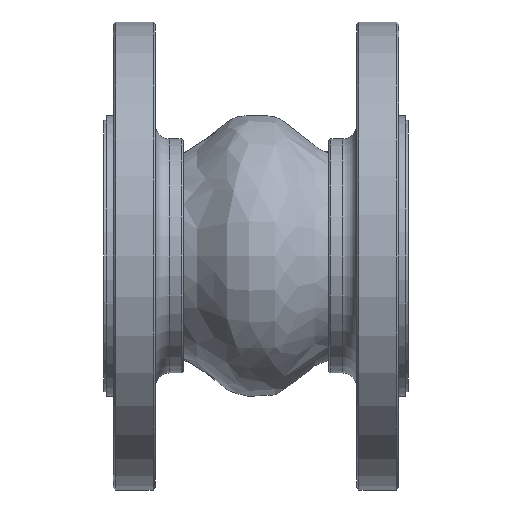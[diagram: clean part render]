
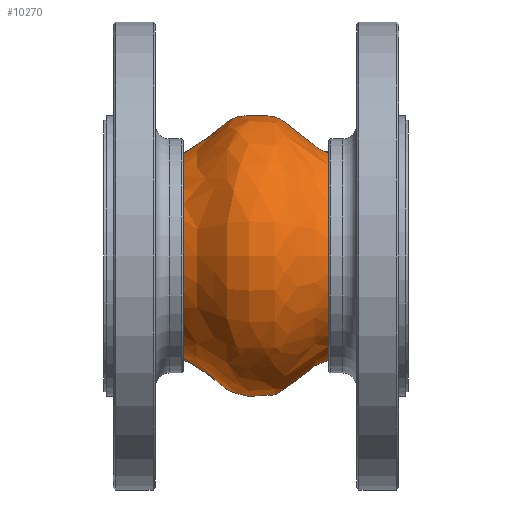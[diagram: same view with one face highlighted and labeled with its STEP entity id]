
A CAD part, front view. The second image highlights one B-rep face of the part: STEP entity #10270.
In plain terms, the highlighted free-form (B-spline) face has degree [5, 3] with [12, 7] control points.
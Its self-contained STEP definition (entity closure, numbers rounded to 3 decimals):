
#10137=CARTESIAN_POINT('',(31.,-0.,44.5));
#10138=VERTEX_POINT('',#10137);
#10147=CARTESIAN_POINT('',(31.,0.,0.));
#10148=DIRECTION('',(-1.,0.,0.));
#10149=DIRECTION('',(0.,0.,1.));
#10150=AXIS2_PLACEMENT_3D('',#10147,#10148,#10149);
#10151=CIRCLE('',#10150,44.5);
#10152=EDGE_CURVE('',#10138,#10138,#10151,.T.);
#10157=CARTESIAN_POINT('',(-31.,0.,44.5));
#10158=CARTESIAN_POINT('',(-31.,89.,44.5));
#10159=CARTESIAN_POINT('',(-31.,89.,-44.5));
#10160=CARTESIAN_POINT('',(-31.,0.,-44.5));
#10161=CARTESIAN_POINT('',(-31.,-89.,-44.5));
#10162=CARTESIAN_POINT('',(-31.,-89.,44.5));
#10163=CARTESIAN_POINT('',(-31.,0.,44.5));
#10164=CARTESIAN_POINT('',(-28.866,0.,44.5));
#10165=CARTESIAN_POINT('',(-28.866,89.,44.5));
#10166=CARTESIAN_POINT('',(-28.866,89.,-44.5));
#10167=CARTESIAN_POINT('',(-28.866,0.,-44.5));
#10168=CARTESIAN_POINT('',(-28.866,-89.,-44.5));
#10169=CARTESIAN_POINT('',(-28.866,-89.,44.5));
#10170=CARTESIAN_POINT('',(-28.866,0.,44.5));
#10171=CARTESIAN_POINT('',(-26.575,0.,45.277));
#10172=CARTESIAN_POINT('',(-26.575,90.554,45.277));
#10173=CARTESIAN_POINT('',(-26.575,90.554,-45.277));
#10174=CARTESIAN_POINT('',(-26.575,0.,-45.277));
#10175=CARTESIAN_POINT('',(-26.575,-90.554,-45.277));
#10176=CARTESIAN_POINT('',(-26.575,-90.554,45.277));
#10177=CARTESIAN_POINT('',(-26.575,0.,45.277));
#10178=CARTESIAN_POINT('',(-17.286,0.,53.407));
#10179=CARTESIAN_POINT('',(-17.286,106.814,53.407));
#10180=CARTESIAN_POINT('',(-17.286,106.814,-53.407));
#10181=CARTESIAN_POINT('',(-17.286,0.,-53.407));
#10182=CARTESIAN_POINT('',(-17.286,-106.814,-53.407));
#10183=CARTESIAN_POINT('',(-17.286,-106.814,53.407));
#10184=CARTESIAN_POINT('',(-17.286,0.,53.407));
#10185=CARTESIAN_POINT('',(-10.242,0.,59.253));
#10186=CARTESIAN_POINT('',(-10.242,118.506,59.253));
#10187=CARTESIAN_POINT('',(-10.242,118.506,-59.253));
#10188=CARTESIAN_POINT('',(-10.242,0.,-59.253));
#10189=CARTESIAN_POINT('',(-10.242,-118.506,-59.253));
#10190=CARTESIAN_POINT('',(-10.242,-118.506,59.253));
#10191=CARTESIAN_POINT('',(-10.242,0.,59.253));
#10192=CARTESIAN_POINT('',(-7.462,0.,60.176));
#10193=CARTESIAN_POINT('',(-7.462,120.352,60.176));
#10194=CARTESIAN_POINT('',(-7.462,120.352,-60.176));
#10195=CARTESIAN_POINT('',(-7.462,0.,-60.176));
#10196=CARTESIAN_POINT('',(-7.462,-120.352,-60.176));
#10197=CARTESIAN_POINT('',(-7.462,-120.352,60.176));
#10198=CARTESIAN_POINT('',(-7.462,0.,60.176));
#10199=CARTESIAN_POINT('',(7.462,0.,60.176));
#10200=CARTESIAN_POINT('',(7.462,120.352,60.176));
#10201=CARTESIAN_POINT('',(7.462,120.352,-60.176));
#10202=CARTESIAN_POINT('',(7.462,0.,-60.176));
#10203=CARTESIAN_POINT('',(7.462,-120.352,-60.176));
#10204=CARTESIAN_POINT('',(7.462,-120.352,60.176));
#10205=CARTESIAN_POINT('',(7.462,0.,60.176));
#10206=CARTESIAN_POINT('',(10.242,0.,59.253));
#10207=CARTESIAN_POINT('',(10.242,118.506,59.253));
#10208=CARTESIAN_POINT('',(10.242,118.506,-59.253));
#10209=CARTESIAN_POINT('',(10.242,0.,-59.253));
#10210=CARTESIAN_POINT('',(10.242,-118.506,-59.253));
#10211=CARTESIAN_POINT('',(10.242,-118.506,59.253));
#10212=CARTESIAN_POINT('',(10.242,0.,59.253));
#10213=CARTESIAN_POINT('',(17.286,0.,53.407));
#10214=CARTESIAN_POINT('',(17.286,106.814,53.407));
#10215=CARTESIAN_POINT('',(17.286,106.814,-53.407));
#10216=CARTESIAN_POINT('',(17.286,0.,-53.407));
#10217=CARTESIAN_POINT('',(17.286,-106.814,-53.407));
#10218=CARTESIAN_POINT('',(17.286,-106.814,53.407));
#10219=CARTESIAN_POINT('',(17.286,0.,53.407));
#10220=CARTESIAN_POINT('',(26.575,0.,45.277));
#10221=CARTESIAN_POINT('',(26.575,90.554,45.277));
#10222=CARTESIAN_POINT('',(26.575,90.554,-45.277));
#10223=CARTESIAN_POINT('',(26.575,0.,-45.277));
#10224=CARTESIAN_POINT('',(26.575,-90.554,-45.277));
#10225=CARTESIAN_POINT('',(26.575,-90.554,45.277));
#10226=CARTESIAN_POINT('',(26.575,0.,45.277));
#10227=CARTESIAN_POINT('',(28.866,0.,44.5));
#10228=CARTESIAN_POINT('',(28.866,89.,44.5));
#10229=CARTESIAN_POINT('',(28.866,89.,-44.5));
#10230=CARTESIAN_POINT('',(28.866,0.,-44.5));
#10231=CARTESIAN_POINT('',(28.866,-89.,-44.5));
#10232=CARTESIAN_POINT('',(28.866,-89.,44.5));
#10233=CARTESIAN_POINT('',(28.866,0.,44.5));
#10234=CARTESIAN_POINT('',(31.,0.,44.5));
#10235=CARTESIAN_POINT('',(31.,89.,44.5));
#10236=CARTESIAN_POINT('',(31.,89.,-44.5));
#10237=CARTESIAN_POINT('',(31.,0.,-44.5));
#10238=CARTESIAN_POINT('',(31.,-89.,-44.5));
#10239=CARTESIAN_POINT('',(31.,-89.,44.5));
#10240=CARTESIAN_POINT('',(31.,0.,44.5));
#10241=(BOUNDED_SURFACE()
B_SPLINE_SURFACE(5,3,((#10157,#10158,#10159,#10160,#10161,#10162,#10163),(#10164,#10165,#10166,#10167,#10168,#10169,#10170),(#10171,#10172,#10173,#10174,#10175,#10176,#10177),(#10178,#10179,#10180,#10181,#10182,#10183,#10184),(#10185,#10186,#10187,#10188,#10189,#10190,#10191),(#10192,#10193,#10194,#10195,#10196,#10197,#10198),(#10199,#10200,#10201,#10202,#10203,#10204,#10205),(#10206,#10207,#10208,#10209,#10210,#10211,#10212),(#10213,#10214,#10215,#10216,#10217,#10218,#10219),(#10220,#10221,#10222,#10223,#10224,#10225,#10226),(#10227,#10228,#10229,#10230,#10231,#10232,#10233),(#10234,#10235,#10236,#10237,#10238,#10239,#10240)),.UNSPECIFIED.,.F.,.T.,.U.)
B_SPLINE_SURFACE_WITH_KNOTS((6,1,1,1,1,1,1,6),(4,3,4),(0.,0.143,0.286,0.429,0.571,0.714,0.857,1.),(0.,0.5,1.),.UNSPECIFIED.)
GEOMETRIC_REPRESENTATION_ITEM()
RATIONAL_B_SPLINE_SURFACE(((1.,0.333,0.333,1.,0.333,0.333,1.),(1.,0.333,0.333,1.,0.333,0.333,1.),(1.,0.333,0.333,1.,0.333,0.333,1.),(1.,0.333,0.333,1.,0.333,0.333,1.),(1.,0.333,0.333,1.,0.333,0.333,1.),(1.,0.333,0.333,1.,0.333,0.333,1.),(1.,0.333,0.333,1.,0.333,0.333,1.),(1.,0.333,0.333,1.,0.333,0.333,1.),(1.,0.333,0.333,1.,0.333,0.333,1.),(1.,0.333,0.333,1.,0.333,0.333,1.),(1.,0.333,0.333,1.,0.333,0.333,1.),(1.,0.333,0.333,1.,0.333,0.333,1.)))
REPRESENTATION_ITEM('')
SURFACE()
);
#10242=CARTESIAN_POINT('',(-31.,-0.,44.5));
#10243=VERTEX_POINT('',#10242);
#10244=CARTESIAN_POINT('',(31.,0.,44.5));
#10245=CARTESIAN_POINT('',(28.866,0.,44.5));
#10246=CARTESIAN_POINT('',(26.575,0.,45.277));
#10247=CARTESIAN_POINT('',(17.286,0.,53.407));
#10248=CARTESIAN_POINT('',(10.242,0.,59.253));
#10249=CARTESIAN_POINT('',(7.462,0.,60.176));
#10250=CARTESIAN_POINT('',(-7.462,0.,60.176));
#10251=CARTESIAN_POINT('',(-10.242,0.,59.253));
#10252=CARTESIAN_POINT('',(-17.286,0.,53.407));
#10253=CARTESIAN_POINT('',(-26.575,0.,45.277));
#10254=CARTESIAN_POINT('',(-28.866,0.,44.5));
#10255=CARTESIAN_POINT('',(-31.,0.,44.5));
#10256=B_SPLINE_CURVE_WITH_KNOTS('',5,(#10244,#10245,#10246,#10247,#10248,#10249,#10250,#10251,#10252,#10253,#10254,#10255),.UNSPECIFIED.,.F.,.F.,(6,1,1,1,1,1,1,6),(0.,0.143,0.286,0.429,0.571,0.714,0.857,1.),.UNSPECIFIED.);
#10257=EDGE_CURVE('',#10138,#10243,#10256,.T.);
#10258=ORIENTED_EDGE('',*,*,#10257,.T.);
#10259=CARTESIAN_POINT('',(-31.,0.,0.));
#10260=DIRECTION('',(-1.,0.,0.));
#10261=DIRECTION('',(0.,0.,1.));
#10262=AXIS2_PLACEMENT_3D('',#10259,#10260,#10261);
#10263=CIRCLE('',#10262,44.5);
#10264=EDGE_CURVE('',#10243,#10243,#10263,.T.);
#10265=ORIENTED_EDGE('',*,*,#10264,.F.);
#10266=ORIENTED_EDGE('',*,*,#10257,.F.);
#10267=ORIENTED_EDGE('',*,*,#10152,.T.);
#10268=EDGE_LOOP('',(#10258,#10265,#10266,#10267));
#10269=FACE_BOUND('',#10268,.T.);
#10270=ADVANCED_FACE('',(#10269),#10241,.T.);
